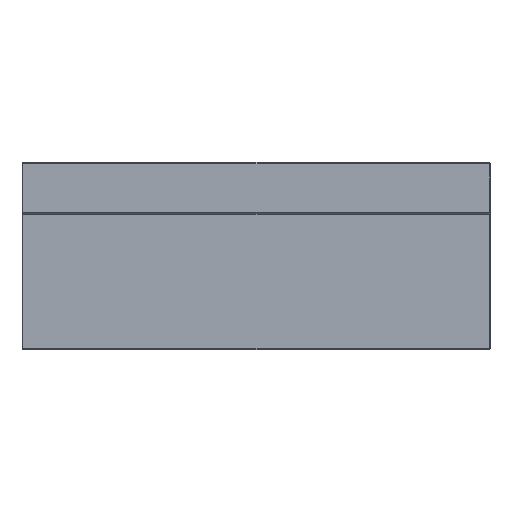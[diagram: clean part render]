
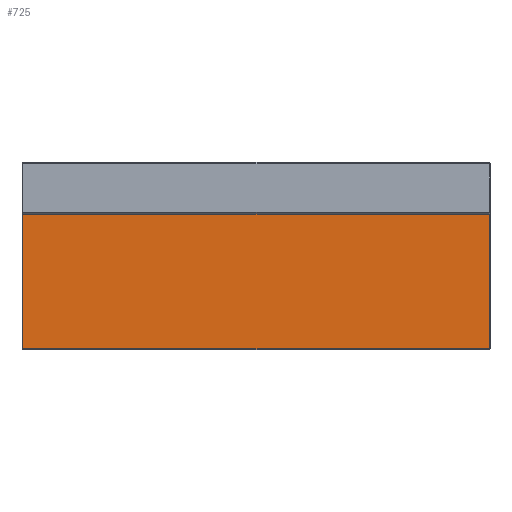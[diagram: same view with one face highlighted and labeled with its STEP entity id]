
A CAD part, top view. The second image highlights one B-rep face of the part: STEP entity #725.
In plain terms, the highlighted planar face has unit normal (0, 0, 1).
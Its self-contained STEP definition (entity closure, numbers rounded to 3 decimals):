
#110 = AXIS2_PLACEMENT_3D ( 'NONE', #1775, #1787, #1788 ) ;
#196 = EDGE_CURVE ( 'NONE', #1173, #1122, #658, .T. ) ;
#228 = EDGE_CURVE ( 'NONE', #1093, #1111, #1197, .T. ) ;
#235 = EDGE_CURVE ( 'NONE', #1111, #1173, #335, .T. ) ;
#265 = CARTESIAN_POINT ( 'NONE',  ( -69.75, -23., 34.5 ) ) ;
#266 = DIRECTION ( 'NONE',  ( 0., -1., 0. ) ) ;
#283 = CARTESIAN_POINT ( 'NONE',  ( -70., -22.75, 34.5 ) ) ;
#284 = DIRECTION ( 'NONE',  ( 1., 0., 0. ) ) ;
#334 = VECTOR ( 'NONE', #284, 1000. ) ;
#335 = LINE ( 'NONE', #283, #334 ) ;
#541 = CARTESIAN_POINT ( 'NONE',  ( 69.75, 17.5, 34.5 ) ) ;
#577 = DIRECTION ( 'NONE',  ( 0., 1., 0. ) ) ;
#657 = VECTOR ( 'NONE', #577, 1000. ) ;
#658 = LINE ( 'NONE', #541, #657 ) ;
#725 = ADVANCED_FACE ( 'NONE', ( #1323 ), #1782, .T. ) ;
#1093 = VERTEX_POINT ( 'NONE', #1843 ) ;
#1111 = VERTEX_POINT ( 'NONE', #1858 ) ;
#1122 = VERTEX_POINT ( 'NONE', #1865 ) ;
#1173 = VERTEX_POINT ( 'NONE', #1895 ) ;
#1197 = LINE ( 'NONE', #265, #1201 ) ;
#1201 = VECTOR ( 'NONE', #266, 1000. ) ;
#1323 = FACE_OUTER_BOUND ( 'NONE', #1619, .T. ) ;
#1352 = VECTOR ( 'NONE', #1949, 1000. ) ;
#1360 = LINE ( 'NONE', #1940, #1352 ) ;
#1515 = ORIENTED_EDGE ( 'NONE', *, *, #228, .T. ) ;
#1546 = ORIENTED_EDGE ( 'NONE', *, *, #2058, .F. ) ;
#1619 = EDGE_LOOP ( 'NONE', ( #1546, #1515, #1688, #1657 ) ) ;
#1657 = ORIENTED_EDGE ( 'NONE', *, *, #196, .T. ) ;
#1688 = ORIENTED_EDGE ( 'NONE', *, *, #235, .T. ) ;
#1775 = CARTESIAN_POINT ( 'NONE',  ( -70., -23., 34.5 ) ) ;
#1782 = PLANE ( 'NONE',  #110 ) ;
#1787 = DIRECTION ( 'NONE',  ( 0., 0., 1. ) ) ;
#1788 = DIRECTION ( 'NONE',  ( 0., -1., 0. ) ) ;
#1843 = CARTESIAN_POINT ( 'NONE',  ( -69.75, 17.5, 34.5 ) ) ;
#1858 = CARTESIAN_POINT ( 'NONE',  ( -69.75, -22.75, 34.5 ) ) ;
#1865 = CARTESIAN_POINT ( 'NONE',  ( 69.75, 17.5, 34.5 ) ) ;
#1895 = CARTESIAN_POINT ( 'NONE',  ( 69.75, -22.75, 34.5 ) ) ;
#1940 = CARTESIAN_POINT ( 'NONE',  ( -70., 17.5, 34.5 ) ) ;
#1949 = DIRECTION ( 'NONE',  ( 1., 0., 0. ) ) ;
#2058 = EDGE_CURVE ( 'NONE', #1093, #1122, #1360, .T. ) ;
